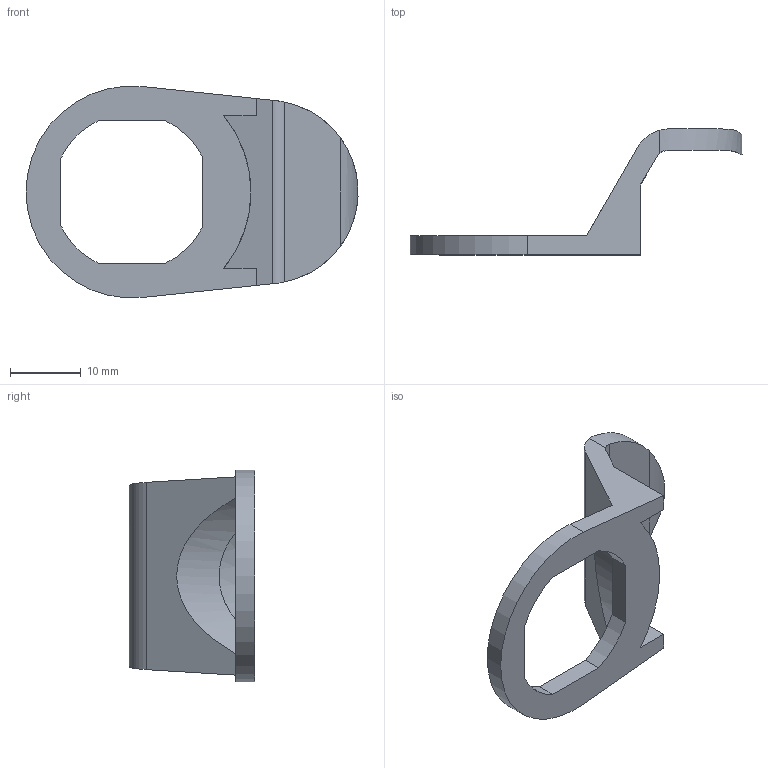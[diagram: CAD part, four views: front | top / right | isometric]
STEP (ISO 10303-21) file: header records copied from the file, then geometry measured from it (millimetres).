
FILE_DESCRIPTION( ( 'STEP AP214' ), '1' );
FILE_NAME( 'K0534.202230.stp', '2020-12-08T10:54:08', ( '' ), ( '' ), ' ', 'PARTsolutions', ' ' );
FILE_SCHEMA( ( 'AUTOMOTIVE_DESIGN { 1 0 10303 214 1 1 1 1 }' ) );
Length unit declared in the file: millimetre
Products named in the file (1): _K0534.202230
Bounding box: 46.98 x 17.8 x 29.94 mm (x, y, z)
Volume: 3122.5 mm3; surface area: 2876.7 mm2
Topology: 1 solids, 1 shells, 30 faces, 84 edges, 56 vertices
Faces by surface type: plane 17, cylinder 13
Entity records: 1282 total; most frequent: CARTESIAN_POINT 231, ORIENTED_EDGE 168, DIRECTION 166, EDGE_CURVE 84, AXIS2_PLACEMENT_3D 57, VERTEX_POINT 56, LINE 52, VECTOR 52
